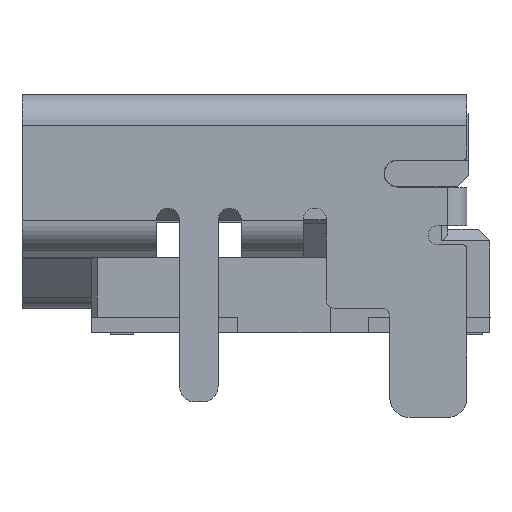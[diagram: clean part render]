
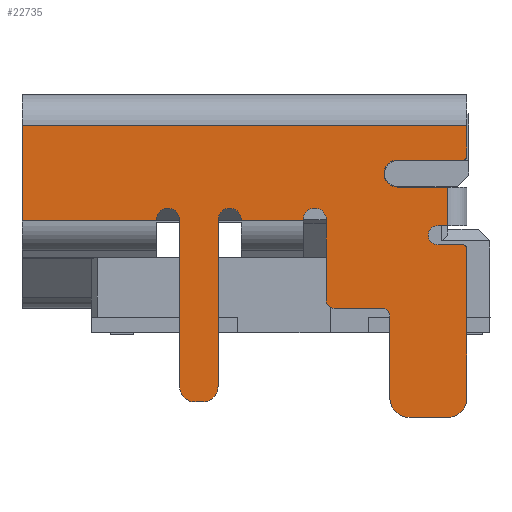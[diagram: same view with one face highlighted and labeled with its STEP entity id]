
A CAD part, left-side view. The second image highlights one B-rep face of the part: STEP entity #22735.
In plain terms, the highlighted face is planar.
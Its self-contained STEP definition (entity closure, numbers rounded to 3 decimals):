
#623=FACE_OUTER_BOUND('',#1788,.T.);
#1788=EDGE_LOOP('',(#15520,#15521,#15522,#15523,#15524,#15525,#15526,#15527,
#15528,#15529,#15530,#15531,#15532,#15533,#15534,#15535,#15536,#15537,#15538,
#15539,#15540,#15541,#15542,#15543,#15544,#15545,#15546,#15547,#15548,#15549,
#15550,#15551,#15552,#15553));
#3002=CIRCLE('',#24056,0.35);
#3003=CIRCLE('',#24057,0.1);
#3004=CIRCLE('',#24058,0.3);
#3005=CIRCLE('',#24059,0.4);
#3006=CIRCLE('',#24060,0.4);
#3007=CIRCLE('',#24061,0.3);
#3008=CIRCLE('',#24062,0.3);
#3009=CIRCLE('',#24063,0.2);
#3010=CIRCLE('',#24064,0.2);
#3011=CIRCLE('',#24065,0.5);
#3012=CIRCLE('',#24066,0.5);
#3013=CIRCLE('',#24067,0.1);
#3014=CIRCLE('',#24068,0.25);
#3392=LINE('',#31846,#6326);
#3527=LINE('',#32180,#6461);
#3755=LINE('',#32722,#6689);
#3757=LINE('',#32727,#6691);
#3758=LINE('',#32731,#6692);
#3765=LINE('',#32746,#6699);
#3779=LINE('',#32780,#6713);
#3786=LINE('',#32803,#6720);
#3787=LINE('',#32805,#6721);
#3788=LINE('',#32807,#6722);
#3789=LINE('',#32809,#6723);
#3790=LINE('',#32813,#6724);
#3791=LINE('',#32817,#6725);
#3792=LINE('',#32821,#6726);
#3793=LINE('',#32825,#6727);
#3794=LINE('',#32826,#6728);
#3795=LINE('',#32830,#6729);
#3796=LINE('',#32834,#6730);
#3797=LINE('',#32838,#6731);
#3798=LINE('',#32842,#6732);
#3799=LINE('',#32847,#6733);
#6326=VECTOR('',#25591,1.);
#6461=VECTOR('',#25838,1.);
#6689=VECTOR('',#26228,1.);
#6691=VECTOR('',#26232,1.);
#6692=VECTOR('',#26237,1.);
#6699=VECTOR('',#26246,1.);
#6713=VECTOR('',#26272,1.);
#6720=VECTOR('',#26297,1.);
#6721=VECTOR('',#26300,1.);
#6722=VECTOR('',#26301,1.);
#6723=VECTOR('',#26302,1.);
#6724=VECTOR('',#26305,1.);
#6725=VECTOR('',#26308,1.);
#6726=VECTOR('',#26311,1.);
#6727=VECTOR('',#26314,1.);
#6728=VECTOR('',#26315,1.);
#6729=VECTOR('',#26318,1.);
#6730=VECTOR('',#26321,1.);
#6731=VECTOR('',#26324,1.);
#6732=VECTOR('',#26327,1.);
#6733=VECTOR('',#26332,1.);
#9271=VERTEX_POINT('',#31843);
#9272=VERTEX_POINT('',#31845);
#9414=VERTEX_POINT('',#32177);
#9415=VERTEX_POINT('',#32179);
#9642=VERTEX_POINT('',#32708);
#9648=VERTEX_POINT('',#32720);
#9650=VERTEX_POINT('',#32726);
#9651=VERTEX_POINT('',#32730);
#9657=VERTEX_POINT('',#32744);
#9658=VERTEX_POINT('',#32745);
#9671=VERTEX_POINT('',#32777);
#9672=VERTEX_POINT('',#32779);
#9678=VERTEX_POINT('',#32800);
#9679=VERTEX_POINT('',#32802);
#9680=VERTEX_POINT('',#32806);
#9681=VERTEX_POINT('',#32808);
#9682=VERTEX_POINT('',#32810);
#9683=VERTEX_POINT('',#32812);
#9684=VERTEX_POINT('',#32814);
#9685=VERTEX_POINT('',#32816);
#9686=VERTEX_POINT('',#32818);
#9687=VERTEX_POINT('',#32820);
#9688=VERTEX_POINT('',#32822);
#9689=VERTEX_POINT('',#32824);
#9690=VERTEX_POINT('',#32827);
#9691=VERTEX_POINT('',#32829);
#9692=VERTEX_POINT('',#32831);
#9693=VERTEX_POINT('',#32833);
#9694=VERTEX_POINT('',#32835);
#9695=VERTEX_POINT('',#32837);
#9696=VERTEX_POINT('',#32839);
#9697=VERTEX_POINT('',#32841);
#9698=VERTEX_POINT('',#32844);
#9699=VERTEX_POINT('',#32846);
#11495=EDGE_CURVE('',#9271,#9272,#3392,.T.);
#11662=EDGE_CURVE('',#9414,#9415,#3527,.T.);
#11937=EDGE_CURVE('',#9642,#9648,#3755,.T.);
#11939=EDGE_CURVE('',#9642,#9650,#3757,.T.);
#11941=EDGE_CURVE('',#9650,#9651,#3758,.T.);
#11948=EDGE_CURVE('',#9657,#9658,#3765,.T.);
#11966=EDGE_CURVE('',#9672,#9671,#3779,.T.);
#11977=EDGE_CURVE('',#9678,#9648,#3002,.T.);
#11978=EDGE_CURVE('',#9679,#9678,#3786,.T.);
#11979=EDGE_CURVE('',#9679,#9657,#3003,.T.);
#11980=EDGE_CURVE('',#9658,#9272,#3787,.T.);
#11981=EDGE_CURVE('',#9271,#9680,#3788,.T.);
#11982=EDGE_CURVE('',#9681,#9680,#3789,.T.);
#11983=EDGE_CURVE('',#9682,#9681,#3004,.T.);
#11984=EDGE_CURVE('',#9682,#9683,#3790,.T.);
#11985=EDGE_CURVE('',#9683,#9684,#3005,.T.);
#11986=EDGE_CURVE('',#9684,#9685,#3791,.T.);
#11987=EDGE_CURVE('',#9685,#9686,#3006,.T.);
#11988=EDGE_CURVE('',#9686,#9687,#3792,.T.);
#11989=EDGE_CURVE('',#9688,#9687,#3007,.T.);
#11990=EDGE_CURVE('',#9689,#9688,#3793,.T.);
#11991=EDGE_CURVE('',#9689,#9415,#3794,.T.);
#11992=EDGE_CURVE('',#9690,#9414,#3008,.T.);
#11993=EDGE_CURVE('',#9691,#9690,#3795,.T.);
#11994=EDGE_CURVE('',#9691,#9692,#3009,.T.);
#11995=EDGE_CURVE('',#9692,#9693,#3796,.T.);
#11996=EDGE_CURVE('',#9693,#9694,#3010,.T.);
#11997=EDGE_CURVE('',#9694,#9695,#3797,.T.);
#11998=EDGE_CURVE('',#9695,#9696,#3011,.T.);
#11999=EDGE_CURVE('',#9696,#9697,#3798,.T.);
#12000=EDGE_CURVE('',#9697,#9672,#3012,.T.);
#12001=EDGE_CURVE('',#9671,#9698,#3013,.T.);
#12002=EDGE_CURVE('',#9699,#9698,#3799,.T.);
#12003=EDGE_CURVE('',#9651,#9699,#3014,.T.);
#15520=ORIENTED_EDGE('',*,*,#11939,.F.);
#15521=ORIENTED_EDGE('',*,*,#11937,.T.);
#15522=ORIENTED_EDGE('',*,*,#11977,.F.);
#15523=ORIENTED_EDGE('',*,*,#11978,.F.);
#15524=ORIENTED_EDGE('',*,*,#11979,.T.);
#15525=ORIENTED_EDGE('',*,*,#11948,.T.);
#15526=ORIENTED_EDGE('',*,*,#11980,.T.);
#15527=ORIENTED_EDGE('',*,*,#11495,.F.);
#15528=ORIENTED_EDGE('',*,*,#11981,.T.);
#15529=ORIENTED_EDGE('',*,*,#11982,.F.);
#15530=ORIENTED_EDGE('',*,*,#11983,.F.);
#15531=ORIENTED_EDGE('',*,*,#11984,.T.);
#15532=ORIENTED_EDGE('',*,*,#11985,.T.);
#15533=ORIENTED_EDGE('',*,*,#11986,.T.);
#15534=ORIENTED_EDGE('',*,*,#11987,.T.);
#15535=ORIENTED_EDGE('',*,*,#11988,.T.);
#15536=ORIENTED_EDGE('',*,*,#11989,.F.);
#15537=ORIENTED_EDGE('',*,*,#11990,.F.);
#15538=ORIENTED_EDGE('',*,*,#11991,.T.);
#15539=ORIENTED_EDGE('',*,*,#11662,.F.);
#15540=ORIENTED_EDGE('',*,*,#11992,.F.);
#15541=ORIENTED_EDGE('',*,*,#11993,.F.);
#15542=ORIENTED_EDGE('',*,*,#11994,.T.);
#15543=ORIENTED_EDGE('',*,*,#11995,.T.);
#15544=ORIENTED_EDGE('',*,*,#11996,.T.);
#15545=ORIENTED_EDGE('',*,*,#11997,.T.);
#15546=ORIENTED_EDGE('',*,*,#11998,.T.);
#15547=ORIENTED_EDGE('',*,*,#11999,.T.);
#15548=ORIENTED_EDGE('',*,*,#12000,.T.);
#15549=ORIENTED_EDGE('',*,*,#11966,.T.);
#15550=ORIENTED_EDGE('',*,*,#12001,.T.);
#15551=ORIENTED_EDGE('',*,*,#12002,.F.);
#15552=ORIENTED_EDGE('',*,*,#12003,.F.);
#15553=ORIENTED_EDGE('',*,*,#11941,.F.);
#21797=PLANE('',#24055);
#22735=ADVANCED_FACE('',(#623),#21797,.T.);
#24055=AXIS2_PLACEMENT_3D('',#32799,#26293,#26294);
#24056=AXIS2_PLACEMENT_3D('',#32801,#26295,#26296);
#24057=AXIS2_PLACEMENT_3D('',#32804,#26298,#26299);
#24058=AXIS2_PLACEMENT_3D('',#32811,#26303,#26304);
#24059=AXIS2_PLACEMENT_3D('',#32815,#26306,#26307);
#24060=AXIS2_PLACEMENT_3D('',#32819,#26309,#26310);
#24061=AXIS2_PLACEMENT_3D('',#32823,#26312,#26313);
#24062=AXIS2_PLACEMENT_3D('',#32828,#26316,#26317);
#24063=AXIS2_PLACEMENT_3D('',#32832,#26319,#26320);
#24064=AXIS2_PLACEMENT_3D('',#32836,#26322,#26323);
#24065=AXIS2_PLACEMENT_3D('',#32840,#26325,#26326);
#24066=AXIS2_PLACEMENT_3D('',#32843,#26328,#26329);
#24067=AXIS2_PLACEMENT_3D('',#32845,#26330,#26331);
#24068=AXIS2_PLACEMENT_3D('',#32848,#26333,#26334);
#25591=DIRECTION('',(0.,1.,0.));
#25838=DIRECTION('',(0.,-1.,0.));
#26228=DIRECTION('',(0.,0.,1.));
#26232=DIRECTION('',(0.,-1.,0.));
#26237=DIRECTION('',(0.,0.,1.));
#26246=DIRECTION('',(0.,1.,0.));
#26272=DIRECTION('',(0.,1.,0.));
#26293=DIRECTION('center_axis',(1.,0.,0.));
#26294=DIRECTION('ref_axis',(0.,1.,0.));
#26295=DIRECTION('center_axis',(1.,0.,0.));
#26296=DIRECTION('ref_axis',(0.,1.,0.));
#26297=DIRECTION('',(0.,0.,1.));
#26298=DIRECTION('center_axis',(1.,0.,0.));
#26299=DIRECTION('ref_axis',(0.,-1.,0.));
#26300=DIRECTION('',(0.,0.,1.));
#26301=DIRECTION('',(0.,0.,-1.));
#26302=DIRECTION('',(0.,-1.,0.));
#26303=DIRECTION('center_axis',(1.,0.,0.));
#26304=DIRECTION('ref_axis',(0.,0.,-1.));
#26305=DIRECTION('',(0.,-1.,0.));
#26306=DIRECTION('center_axis',(1.,0.,0.));
#26307=DIRECTION('ref_axis',(0.,0.,1.));
#26308=DIRECTION('',(0.,0.,-1.));
#26309=DIRECTION('center_axis',(1.,0.,0.));
#26310=DIRECTION('ref_axis',(0.,-1.,0.));
#26311=DIRECTION('',(0.,1.,0.));
#26312=DIRECTION('center_axis',(1.,0.,0.));
#26313=DIRECTION('ref_axis',(0.,0.,-1.));
#26314=DIRECTION('',(0.,1.,0.));
#26315=DIRECTION('',(0.,0.,-1.));
#26316=DIRECTION('center_axis',(1.,0.,0.));
#26317=DIRECTION('ref_axis',(0.,0.,-1.));
#26318=DIRECTION('',(0.,1.,0.));
#26319=DIRECTION('center_axis',(1.,0.,0.));
#26320=DIRECTION('ref_axis',(0.,0.,1.));
#26321=DIRECTION('',(0.,0.,-1.));
#26322=DIRECTION('center_axis',(-1.,0.,0.));
#26323=DIRECTION('ref_axis',(0.,1.,0.));
#26324=DIRECTION('',(0.,-1.,0.));
#26325=DIRECTION('center_axis',(1.,0.,0.));
#26326=DIRECTION('ref_axis',(0.,0.,1.));
#26327=DIRECTION('',(0.,0.,-1.));
#26328=DIRECTION('center_axis',(1.,0.,0.));
#26329=DIRECTION('ref_axis',(0.,-1.,0.));
#26330=DIRECTION('center_axis',(1.,0.,0.));
#26331=DIRECTION('ref_axis',(0.,0.,-1.));
#26332=DIRECTION('',(0.,0.,-1.));
#26333=DIRECTION('center_axis',(1.,0.,0.));
#26334=DIRECTION('ref_axis',(0.,1.,0.));
#31843=CARTESIAN_POINT('',(7.5,-0.503,0.));
#31845=CARTESIAN_POINT('',(7.5,1.975,0.));
#31846=CARTESIAN_POINT('',(7.5,-0.503,0.));
#32177=CARTESIAN_POINT('',(7.5,-0.475,-7.3));
#32179=CARTESIAN_POINT('',(7.5,-0.503,-7.3));
#32180=CARTESIAN_POINT('',(7.5,-0.475,-7.3));
#32708=CARTESIAN_POINT('',(7.5,0.375,-11.05));
#32720=CARTESIAN_POINT('',(7.5,0.375,-9.75));
#32722=CARTESIAN_POINT('',(7.5,0.375,-11.05));
#32726=CARTESIAN_POINT('',(7.5,-0.625,-11.05));
#32727=CARTESIAN_POINT('',(7.5,0.375,-11.05));
#32730=CARTESIAN_POINT('',(7.5,-0.625,-10.8));
#32731=CARTESIAN_POINT('',(7.5,-0.625,-11.05));
#32744=CARTESIAN_POINT('',(7.5,1.175,-11.55));
#32745=CARTESIAN_POINT('',(7.5,1.975,-11.55));
#32746=CARTESIAN_POINT('',(7.5,1.175,-11.55));
#32777=CARTESIAN_POINT('',(7.5,-1.225,-11.55));
#32779=CARTESIAN_POINT('',(7.5,-5.105,-11.55));
#32780=CARTESIAN_POINT('',(7.5,-5.105,-11.55));
#32799=CARTESIAN_POINT('Origin',(7.5,-0.503,0.));
#32800=CARTESIAN_POINT('',(7.5,1.075,-9.75));
#32801=CARTESIAN_POINT('Origin',(7.5,0.725,-9.75));
#32802=CARTESIAN_POINT('',(7.5,1.075,-11.45));
#32803=CARTESIAN_POINT('',(7.5,1.075,-11.45));
#32804=CARTESIAN_POINT('Origin',(7.5,1.175,-11.45));
#32805=CARTESIAN_POINT('',(7.5,1.975,-11.55));
#32806=CARTESIAN_POINT('',(7.5,-0.503,-3.49));
#32807=CARTESIAN_POINT('',(7.5,-0.503,0.));
#32808=CARTESIAN_POINT('',(7.5,-0.475,-3.49));
#32809=CARTESIAN_POINT('',(7.5,-0.475,-3.49));
#32810=CARTESIAN_POINT('',(7.5,-0.475,-4.09));
#32811=CARTESIAN_POINT('Origin',(7.5,-0.475,-3.79));
#32812=CARTESIAN_POINT('',(7.5,-4.805,-4.09));
#32813=CARTESIAN_POINT('',(7.5,-0.475,-4.09));
#32814=CARTESIAN_POINT('',(7.5,-5.205,-4.49));
#32815=CARTESIAN_POINT('Origin',(7.5,-4.805,-4.49));
#32816=CARTESIAN_POINT('',(7.5,-5.205,-4.69));
#32817=CARTESIAN_POINT('',(7.5,-5.205,-4.49));
#32818=CARTESIAN_POINT('',(7.5,-4.805,-5.09));
#32819=CARTESIAN_POINT('Origin',(7.5,-4.805,-4.69));
#32820=CARTESIAN_POINT('',(7.5,-0.475,-5.09));
#32821=CARTESIAN_POINT('',(7.5,-4.805,-5.09));
#32822=CARTESIAN_POINT('',(7.5,-0.475,-5.69));
#32823=CARTESIAN_POINT('Origin',(7.5,-0.475,-5.39));
#32824=CARTESIAN_POINT('',(7.5,-0.503,-5.69));
#32825=CARTESIAN_POINT('',(7.5,-0.503,-5.69));
#32826=CARTESIAN_POINT('',(7.5,-0.503,-5.69));
#32827=CARTESIAN_POINT('',(7.5,-0.475,-7.9));
#32828=CARTESIAN_POINT('Origin',(7.5,-0.475,-7.6));
#32829=CARTESIAN_POINT('',(7.5,-2.575,-7.9));
#32830=CARTESIAN_POINT('',(7.5,-2.575,-7.9));
#32831=CARTESIAN_POINT('',(7.5,-2.775,-8.1));
#32832=CARTESIAN_POINT('Origin',(7.5,-2.575,-8.1));
#32833=CARTESIAN_POINT('',(7.5,-2.775,-9.35));
#32834=CARTESIAN_POINT('',(7.5,-2.775,-8.1));
#32835=CARTESIAN_POINT('',(7.5,-2.975,-9.55));
#32836=CARTESIAN_POINT('Origin',(7.5,-2.975,-9.35));
#32837=CARTESIAN_POINT('',(7.5,-5.105,-9.55));
#32838=CARTESIAN_POINT('',(7.5,-2.975,-9.55));
#32839=CARTESIAN_POINT('',(7.5,-5.605,-10.05));
#32840=CARTESIAN_POINT('Origin',(7.5,-5.105,-10.05));
#32841=CARTESIAN_POINT('',(7.5,-5.605,-11.05));
#32842=CARTESIAN_POINT('',(7.5,-5.605,-10.05));
#32843=CARTESIAN_POINT('Origin',(7.5,-5.105,-11.05));
#32844=CARTESIAN_POINT('',(7.5,-1.125,-11.45));
#32845=CARTESIAN_POINT('Origin',(7.5,-1.225,-11.45));
#32846=CARTESIAN_POINT('',(7.5,-1.125,-10.8));
#32847=CARTESIAN_POINT('',(7.5,-1.125,-10.8));
#32848=CARTESIAN_POINT('Origin',(7.5,-0.875,-10.8));
